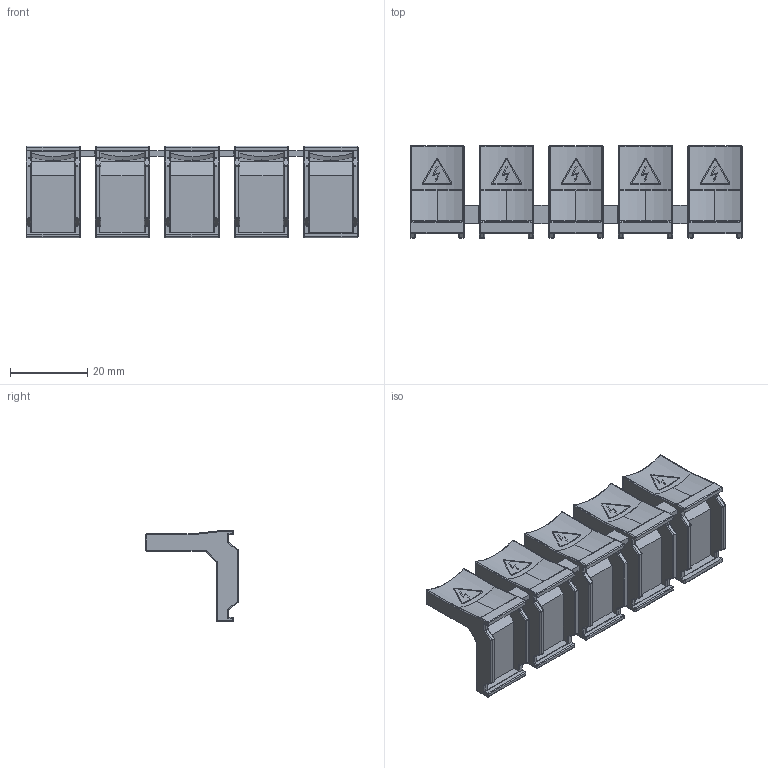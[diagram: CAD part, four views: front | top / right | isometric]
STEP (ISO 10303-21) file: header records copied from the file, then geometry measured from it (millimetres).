
FILE_DESCRIPTION (( 'STEP AP214' ), '1' );
FILE_NAME ('EFSCVR-2.STEP', '2012-06-01T17:44:38', ( '.adc' ), ( '' ), 'SwSTEP 2.0', 'SolidWorks 2011', '' );
FILE_SCHEMA (( 'AUTOMOTIVE_DESIGN' ));
Length unit declared in the file: millimetre
Products named in the file (1): EFSCVR-2
Bounding box: 86 x 24 x 23.8 mm (x, y, z)
Volume: 7779.3 mm3; surface area: 12700.7 mm2
Topology: 26 solids, 26 shells, 1028 faces, 2501 edges, 1430 vertices
Faces by surface type: cylinder 419, plane 371, sphere 108, torus 70, bspline 60
Entity records: 40402 total; most frequent: CARTESIAN_POINT 7183, DIRECTION 4908, ORIENTED_EDGE 4806, EDGE_CURVE 2403, AXIS2_PLACEMENT_3D 1793, VERTEX_POINT 1430, VECTOR 1322, LINE 1322
